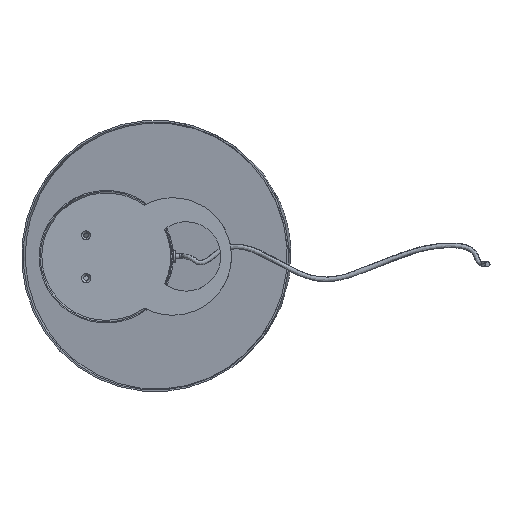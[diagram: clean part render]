
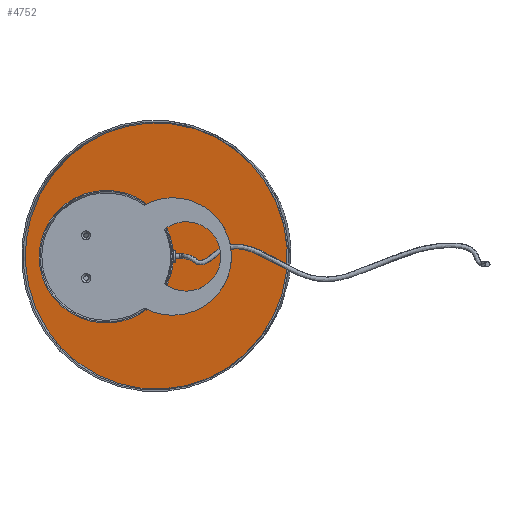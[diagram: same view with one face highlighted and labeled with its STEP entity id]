
A CAD part, front view. The second image highlights one B-rep face of the part: STEP entity #4752.
In plain terms, the highlighted face is planar.
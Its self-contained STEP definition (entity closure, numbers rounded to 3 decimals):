
#172 = ORIENTED_EDGE ( 'NONE', *, *, #1660, .T. ) ;
#338 = PLANE ( 'NONE',  #7953 ) ;
#375 = DIRECTION ( 'NONE',  ( 0., 1., 0. ) ) ;
#469 = AXIS2_PLACEMENT_3D ( 'NONE', #860, #2171, #4077 ) ;
#575 = CIRCLE ( 'NONE', #7003, 124.5 ) ;
#613 = DIRECTION ( 'NONE',  ( 0., 1., 0. ) ) ;
#860 = CARTESIAN_POINT ( 'NONE',  ( 0., 0., 0. ) ) ;
#990 = CARTESIAN_POINT ( 'NONE',  ( 0., 0., 0. ) ) ;
#1259 = EDGE_LOOP ( 'NONE', ( #3250, #172 ) ) ;
#1276 = CARTESIAN_POINT ( 'NONE',  ( 0., 0., 0. ) ) ;
#1296 = CARTESIAN_POINT ( 'NONE',  ( 0., 0., -124.5 ) ) ;
#1517 = FACE_OUTER_BOUND ( 'NONE', #3691, .T. ) ;
#1655 = VERTEX_POINT ( 'NONE', #1832 ) ;
#1660 = EDGE_CURVE ( 'NONE', #4553, #4161, #8050, .T. ) ;
#1832 = CARTESIAN_POINT ( 'NONE',  ( 0., 0., 124.5 ) ) ;
#2128 = AXIS2_PLACEMENT_3D ( 'NONE', #4336, #2524, #4411 ) ;
#2171 = DIRECTION ( 'NONE',  ( 0., 1., 0. ) ) ;
#2323 = VERTEX_POINT ( 'NONE', #1296 ) ;
#2325 = ORIENTED_EDGE ( 'NONE', *, *, #2667, .F. ) ;
#2524 = DIRECTION ( 'NONE',  ( 0., 1., 0. ) ) ;
#2667 = EDGE_CURVE ( 'NONE', #1655, #2323, #7356, .T. ) ;
#3250 = ORIENTED_EDGE ( 'NONE', *, *, #4827, .T. ) ;
#3299 = EDGE_CURVE ( 'NONE', #2323, #1655, #575, .T. ) ;
#3343 = CARTESIAN_POINT ( 'NONE',  ( 0., 0., 6.25 ) ) ;
#3427 = DIRECTION ( 'NONE',  ( 0., 0., 1. ) ) ;
#3691 = EDGE_LOOP ( 'NONE', ( #5550, #2325 ) ) ;
#3830 = DIRECTION ( 'NONE',  ( 0., 0., 1. ) ) ;
#4077 = DIRECTION ( 'NONE',  ( 0., 0., 1. ) ) ;
#4161 = VERTEX_POINT ( 'NONE', #7541 ) ;
#4336 = CARTESIAN_POINT ( 'NONE',  ( 0., 0., 0. ) ) ;
#4411 = DIRECTION ( 'NONE',  ( 0., 0., 1. ) ) ;
#4427 = CARTESIAN_POINT ( 'NONE',  ( 0., 0., 0. ) ) ;
#4481 = DIRECTION ( 'NONE',  ( 0., 1., 0. ) ) ;
#4553 = VERTEX_POINT ( 'NONE', #3343 ) ;
#4752 = ADVANCED_FACE ( 'NONE', ( #1517, #7944 ), #338, .F. ) ;
#4827 = EDGE_CURVE ( 'NONE', #4161, #4553, #5334, .T. ) ;
#5334 = CIRCLE ( 'NONE', #469, 6.25 ) ;
#5550 = ORIENTED_EDGE ( 'NONE', *, *, #3299, .F. ) ;
#6861 = DIRECTION ( 'NONE',  ( 0., 0., 1. ) ) ;
#7003 = AXIS2_PLACEMENT_3D ( 'NONE', #4427, #613, #6861 ) ;
#7086 = AXIS2_PLACEMENT_3D ( 'NONE', #1276, #4481, #3830 ) ;
#7356 = CIRCLE ( 'NONE', #7086, 124.5 ) ;
#7541 = CARTESIAN_POINT ( 'NONE',  ( 0., 0., -6.25 ) ) ;
#7944 = FACE_BOUND ( 'NONE', #1259, .T. ) ;
#7953 = AXIS2_PLACEMENT_3D ( 'NONE', #990, #375, #3427 ) ;
#8050 = CIRCLE ( 'NONE', #2128, 6.25 ) ;
